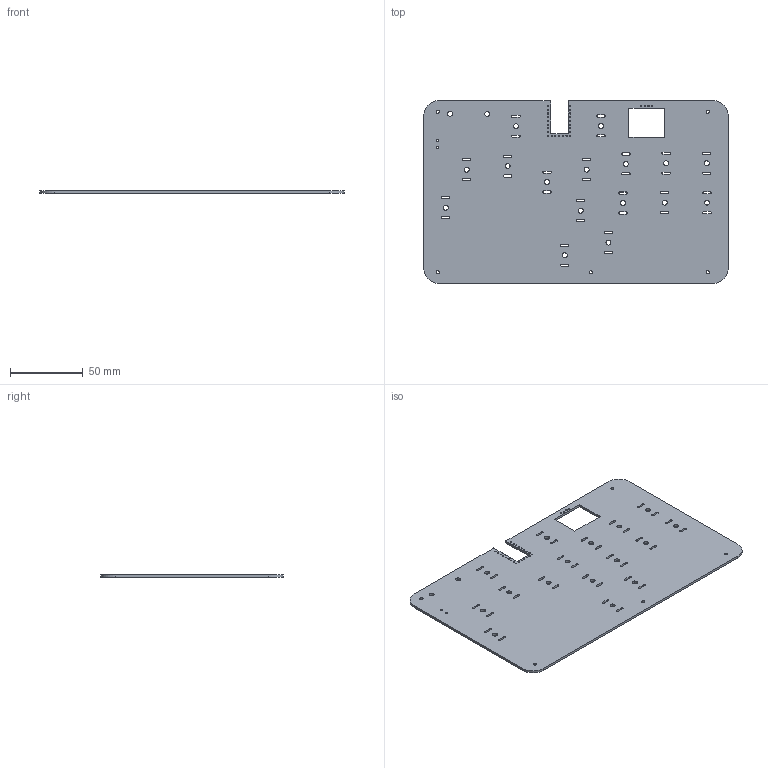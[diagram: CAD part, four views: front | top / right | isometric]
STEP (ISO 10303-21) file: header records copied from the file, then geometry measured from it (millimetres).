
FILE_DESCRIPTION(('KiCad electronic assembly'),'2;1');
FILE_NAME('keychron_hitbox.step','2024-11-19T13:50:37',('Pcbnew'),( 'Kicad'),'Open CASCADE STEP processor 7.8','KiCad to STEP converter' ,'Unknown');
FILE_SCHEMA(('AUTOMOTIVE_DESIGN { 1 0 10303 214 1 1 1 1 }'));
Length unit declared in the file: millimetre
Products named in the file (2): keychron_hitbox 1; _autosave-keychron_hitbox_PCB
Assembly tree (1 placements, depth 2):
  keychron_hitbox 1
    _autosave-keychron_hitbox_PCB
Bounding box: 208.5 x 125 x 1.69 mm (x, y, z)
Volume: 41833.8 mm3; surface area: 52075.8 mm2
Topology: 1 solids, 1 shells, 222 faces, 660 edges, 440 vertices
Faces by surface type: cylinder 130, plane 92
Full cylindrical faces by diameter (mm): 0.8 x23, 1 x4, 1.5 x2, 2.2 x5, 3.4 x18
Entity records: 7921 total; most frequent: DIRECTION 1368, CARTESIAN_POINT 1324, ORIENTED_EDGE 1320, EDGE_CURVE 660, AXIS2_PLACEMENT_3D 484, VERTEX_POINT 440, LINE 400, VECTOR 400
